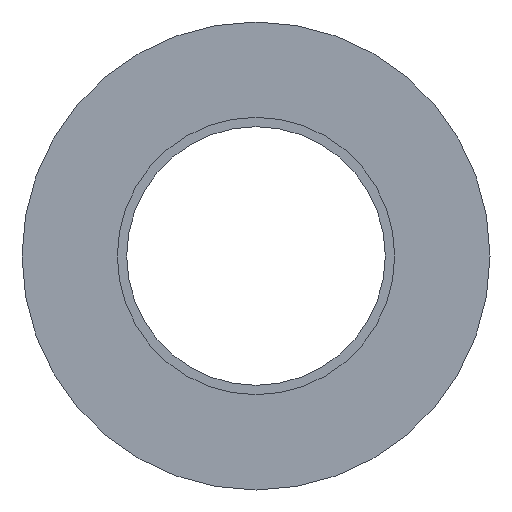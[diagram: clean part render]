
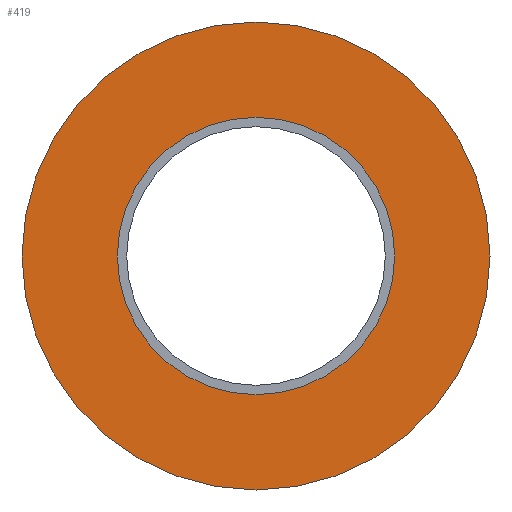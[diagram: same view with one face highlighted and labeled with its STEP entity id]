
A CAD part, front view. The second image highlights one B-rep face of the part: STEP entity #419.
In plain terms, the highlighted planar face has unit normal (0, -1, 0).
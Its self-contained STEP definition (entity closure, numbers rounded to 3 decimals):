
#20 = EDGE_CURVE ( 'NONE', #70, #154, #33, .T. ) ;
#33 = CIRCLE ( 'NONE', #69, 20. ) ;
#41 = ORIENTED_EDGE ( 'NONE', *, *, #416, .T. ) ;
#50 = CARTESIAN_POINT ( 'NONE',  ( 0., 0., -20. ) ) ;
#52 = CARTESIAN_POINT ( 'NONE',  ( 0., 0., 20. ) ) ;
#57 = DIRECTION ( 'NONE',  ( 0., -1., 0. ) ) ;
#69 = AXIS2_PLACEMENT_3D ( 'NONE', #365, #423, #421 ) ;
#70 = VERTEX_POINT ( 'NONE', #52 ) ;
#77 = DIRECTION ( 'NONE',  ( 0., 0., -1. ) ) ;
#89 = DIRECTION ( 'NONE',  ( 0., 1., 0. ) ) ;
#97 = EDGE_LOOP ( 'NONE', ( #380, #169 ) ) ;
#103 = CARTESIAN_POINT ( 'NONE',  ( 0., 0., 0. ) ) ;
#109 = CIRCLE ( 'NONE', #282, 11.85 ) ;
#119 = CARTESIAN_POINT ( 'NONE',  ( 0., 0., 0. ) ) ;
#130 = CIRCLE ( 'NONE', #268, 11.85 ) ;
#137 = FACE_OUTER_BOUND ( 'NONE', #279, .T. ) ;
#154 = VERTEX_POINT ( 'NONE', #50 ) ;
#157 = DIRECTION ( 'NONE',  ( 0., 0., -1. ) ) ;
#169 = ORIENTED_EDGE ( 'NONE', *, *, #237, .F. ) ;
#175 = CARTESIAN_POINT ( 'NONE',  ( 0., 0., -11.85 ) ) ;
#189 = ORIENTED_EDGE ( 'NONE', *, *, #20, .T. ) ;
#223 = CARTESIAN_POINT ( 'NONE',  ( -11.85, 0., 0. ) ) ;
#227 = VERTEX_POINT ( 'NONE', #175 ) ;
#237 = EDGE_CURVE ( 'NONE', #247, #227, #109, .T. ) ;
#247 = VERTEX_POINT ( 'NONE', #354 ) ;
#255 = CARTESIAN_POINT ( 'NONE',  ( 0., 0., 0. ) ) ;
#268 = AXIS2_PLACEMENT_3D ( 'NONE', #119, #368, #157 ) ;
#279 = EDGE_LOOP ( 'NONE', ( #41, #189 ) ) ;
#281 = DIRECTION ( 'NONE',  ( 0., -1., 0. ) ) ;
#282 = AXIS2_PLACEMENT_3D ( 'NONE', #103, #281, #77 ) ;
#292 = DIRECTION ( 'NONE',  ( 0., 0., -1. ) ) ;
#326 = DIRECTION ( 'NONE',  ( 0., 0., 1. ) ) ;
#336 = AXIS2_PLACEMENT_3D ( 'NONE', #223, #89, #326 ) ;
#340 = FACE_BOUND ( 'NONE', #97, .T. ) ;
#351 = AXIS2_PLACEMENT_3D ( 'NONE', #255, #57, #292 ) ;
#354 = CARTESIAN_POINT ( 'NONE',  ( 0., 0., 11.85 ) ) ;
#365 = CARTESIAN_POINT ( 'NONE',  ( 0., 0., 0. ) ) ;
#368 = DIRECTION ( 'NONE',  ( 0., -1., 0. ) ) ;
#380 = ORIENTED_EDGE ( 'NONE', *, *, #446, .F. ) ;
#409 = CIRCLE ( 'NONE', #351, 20. ) ;
#416 = EDGE_CURVE ( 'NONE', #154, #70, #409, .T. ) ;
#419 = ADVANCED_FACE ( 'NONE', ( #340, #137 ), #430, .F. ) ;
#421 = DIRECTION ( 'NONE',  ( 0., 0., -1. ) ) ;
#423 = DIRECTION ( 'NONE',  ( 0., -1., 0. ) ) ;
#430 = PLANE ( 'NONE',  #336 ) ;
#446 = EDGE_CURVE ( 'NONE', #227, #247, #130, .T. ) ;
